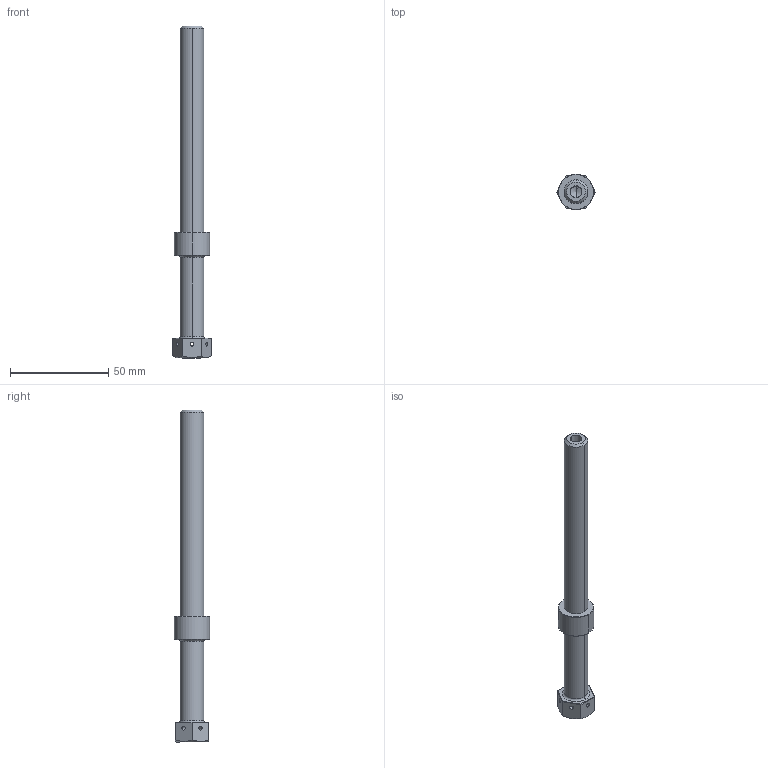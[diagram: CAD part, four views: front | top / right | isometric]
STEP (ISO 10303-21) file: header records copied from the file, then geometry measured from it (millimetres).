
FILE_DESCRIPTION(('no description'),'unknown implementation level');
FILE_NAME('6AE5A8FF-0FF0-4811-8C92-B85E506BBC69_export.stp',' ',('CIMSOURCE GmbH'),('CADClick - KiM GmbH - www.kimweb.de'),'unknown preprocess','ACIS','unknown authorization');
FILE_SCHEMA(('automotive_design'));
Length unit declared in the file: millimetre
Products named in the file (1): NONE
Bounding box: 19.63 x 18 x 169 mm (x, y, z)
Volume: 17404.2 mm3; surface area: 10754.7 mm2
Topology: 1 solids, 1 shells, 51 faces, 122 edges, 73 vertices
Faces by surface type: cylinder 20, plane 17, cone 10, torus 4
Entity records: 3110 total; most frequent: CARTESIAN_POINT 515, DIRECTION 252, STYLED_ITEM 245, PRESENTATION_STYLE_ASSIGNMENT 245, COLOUR_RGB 245, ORIENTED_EDGE 240, EDGE_CURVE 120, CURVE_STYLE 120
